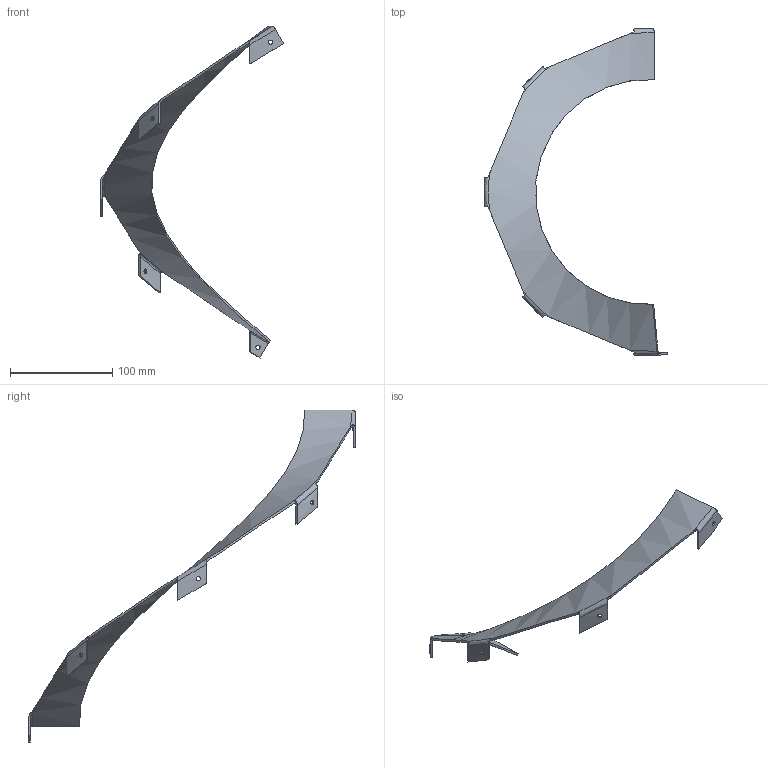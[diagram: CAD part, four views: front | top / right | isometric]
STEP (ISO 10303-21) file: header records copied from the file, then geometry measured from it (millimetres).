
FILE_DESCRIPTION (( 'STEP AP203' ), '1' );
FILE_NAME ('pièce 5.STEP', '2021-07-27T11:08:21', ( '' ), ( '' ), 'SwSTEP 2.0', 'SolidWorks 2021', '' );
FILE_SCHEMA (( 'CONFIG_CONTROL_DESIGN' ));
Length unit declared in the file: millimetre
Products named in the file (1): pièce 5
Bounding box: 178.99 x 320.03 x 324.32 mm (x, y, z)
Volume: 51049.2 mm3; surface area: 54220.3 mm2
Topology: 1 solids, 1 shells, 52 faces, 150 edges, 100 vertices
Faces by surface type: bspline 28, plane 14, cylinder 10
Entity records: 8633 total; most frequent: CARTESIAN_POINT 7583, ORIENTED_EDGE 300, EDGE_CURVE 150, VERTEX_POINT 100, B_SPLINE_CURVE_WITH_KNOTS 90, DIRECTION 68, EDGE_LOOP 62, FACE_OUTER_BOUND 52
